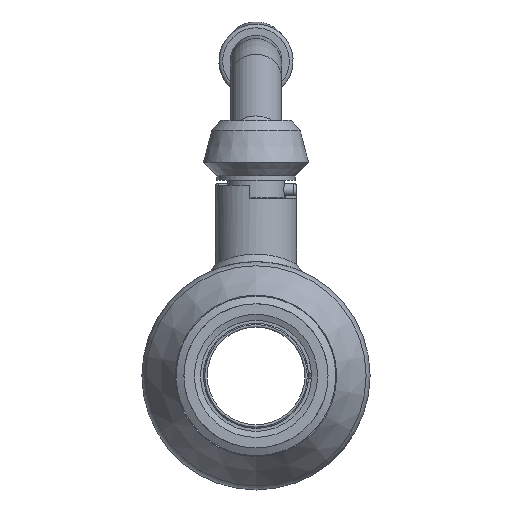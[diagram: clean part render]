
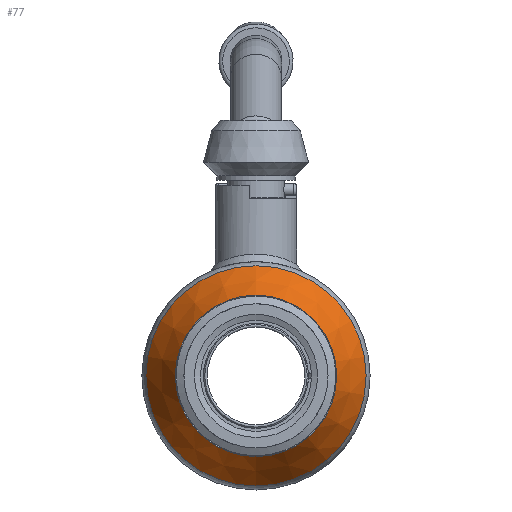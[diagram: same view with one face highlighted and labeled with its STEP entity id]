
A CAD part, front view. The second image highlights one B-rep face of the part: STEP entity #77.
In plain terms, the highlighted conical face has half-angle 30 degrees and reference radius 26.857 mm.
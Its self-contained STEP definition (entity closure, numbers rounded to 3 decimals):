
#27=CARTESIAN_POINT('',(0.,-59.1,0.));
#28=DIRECTION('',(0.,1.,0.));
#29=DIRECTION('',(0.,-0.,1.));
#30=AXIS2_PLACEMENT_3D('',#27,#28,#29);
#31=CONICAL_SURFACE('',#30,26.857,30.);
#32=CARTESIAN_POINT('',(0.,-42.121,36.66));
#33=VERTEX_POINT('',#32);
#34=CARTESIAN_POINT('',(0.,-59.1,26.857));
#35=VERTEX_POINT('',#34);
#36=CARTESIAN_POINT('',(0.,-42.121,36.66));
#37=DIRECTION('',(-0.,-0.866,-0.5));
#38=VECTOR('',#37,19.606);
#39=LINE('',#36,#38);
#40=EDGE_CURVE('',#33,#35,#39,.T.);
#41=ORIENTED_EDGE('',*,*,#40,.T.);
#42=CARTESIAN_POINT('',(-0.,-59.1,-26.857));
#43=VERTEX_POINT('',#42);
#44=CARTESIAN_POINT('',(0.,-59.1,0.));
#45=DIRECTION('',(0.,-1.,0.));
#46=DIRECTION('',(0.,0.,-1.));
#47=AXIS2_PLACEMENT_3D('',#44,#45,#46);
#48=CIRCLE('',#47,26.857);
#49=EDGE_CURVE('',#43,#35,#48,.T.);
#50=ORIENTED_EDGE('',*,*,#49,.F.);
#51=CARTESIAN_POINT('',(0.,-59.1,0.));
#52=DIRECTION('',(0.,-1.,0.));
#53=DIRECTION('',(0.,0.,-1.));
#54=AXIS2_PLACEMENT_3D('',#51,#52,#53);
#55=CIRCLE('',#54,26.857);
#56=EDGE_CURVE('',#35,#43,#55,.T.);
#57=ORIENTED_EDGE('',*,*,#56,.F.);
#58=ORIENTED_EDGE('',*,*,#40,.F.);
#59=CARTESIAN_POINT('',(-0.,-42.121,-36.66));
#60=VERTEX_POINT('',#59);
#61=CARTESIAN_POINT('',(0.,-42.121,0.));
#62=DIRECTION('',(0.,-1.,0.));
#63=DIRECTION('',(0.,0.,-1.));
#64=AXIS2_PLACEMENT_3D('',#61,#62,#63);
#65=CIRCLE('',#64,36.66);
#66=EDGE_CURVE('',#33,#60,#65,.T.);
#67=ORIENTED_EDGE('',*,*,#66,.T.);
#68=CARTESIAN_POINT('',(0.,-42.121,0.));
#69=DIRECTION('',(0.,-1.,0.));
#70=DIRECTION('',(0.,0.,-1.));
#71=AXIS2_PLACEMENT_3D('',#68,#69,#70);
#72=CIRCLE('',#71,36.66);
#73=EDGE_CURVE('',#60,#33,#72,.T.);
#74=ORIENTED_EDGE('',*,*,#73,.T.);
#75=EDGE_LOOP('',(#41,#50,#57,#58,#67,#74));
#76=FACE_BOUND('',#75,.T.);
#77=ADVANCED_FACE('',(#76),#31,.T.);
